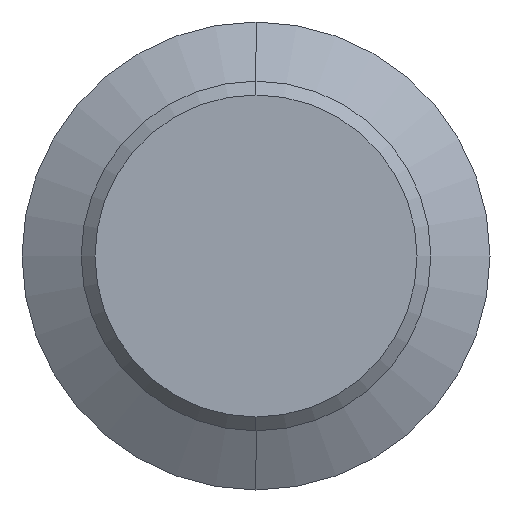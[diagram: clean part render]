
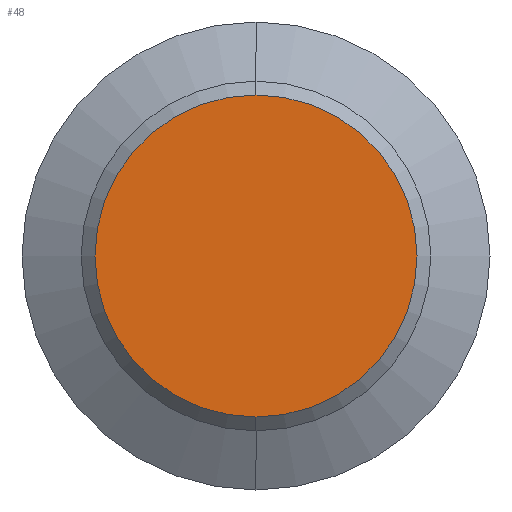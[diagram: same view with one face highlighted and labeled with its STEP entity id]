
A CAD part, left-side view. The second image highlights one B-rep face of the part: STEP entity #48.
In plain terms, the highlighted planar face has unit normal (-1, 0, 0).
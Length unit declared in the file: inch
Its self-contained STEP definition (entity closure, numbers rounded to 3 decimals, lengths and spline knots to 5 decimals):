
#2 = ORIENTED_EDGE ( 'NONE', *, *, #112, .F. ) ;
#29 = ORIENTED_EDGE ( 'NONE', *, *, #35, .F. ) ;
#33 = EDGE_LOOP ( 'NONE', ( #2, #29 ) ) ;
#35 = EDGE_CURVE ( 'NONE', #96, #137, #132, .T. ) ;
#48 = ADVANCED_FACE ( 'NONE', ( #221 ), #257, .F. ) ;
#86 = DIRECTION ( 'NONE',  ( 0., 0., -1. ) ) ;
#87 = DIRECTION ( 'NONE',  ( 1., 0., 0. ) ) ;
#88 = CARTESIAN_POINT ( 'NONE',  ( -0.66929, 0., 0. ) ) ;
#89 = AXIS2_PLACEMENT_3D ( 'NONE', #88, #87, #86 ) ;
#96 = VERTEX_POINT ( 'NONE', #291 ) ;
#112 = EDGE_CURVE ( 'NONE', #137, #96, #191, .T. ) ;
#132 = CIRCLE ( 'NONE', #89, 0.11516 ) ;
#137 = VERTEX_POINT ( 'NONE', #187 ) ;
#187 = CARTESIAN_POINT ( 'NONE',  ( -0.66929, 0., -0.11516 ) ) ;
#188 = DIRECTION ( 'NONE',  ( 0., 0., -1. ) ) ;
#189 = DIRECTION ( 'NONE',  ( 1., 0., 0. ) ) ;
#190 = CARTESIAN_POINT ( 'NONE',  ( -0.66929, 0., 0. ) ) ;
#191 = CIRCLE ( 'NONE', #287, 0.11516 ) ;
#221 = FACE_OUTER_BOUND ( 'NONE', #33, .T. ) ;
#223 = AXIS2_PLACEMENT_3D ( 'NONE', #251, #250, #249 ) ;
#249 = DIRECTION ( 'NONE',  ( 0., 0., -1. ) ) ;
#250 = DIRECTION ( 'NONE',  ( 1., 0., 0. ) ) ;
#251 = CARTESIAN_POINT ( 'NONE',  ( -0.66929, 0.125, 0. ) ) ;
#257 = PLANE ( 'NONE',  #223 ) ;
#287 = AXIS2_PLACEMENT_3D ( 'NONE', #190, #189, #188 ) ;
#291 = CARTESIAN_POINT ( 'NONE',  ( -0.66929, 0., 0.11516 ) ) ;
